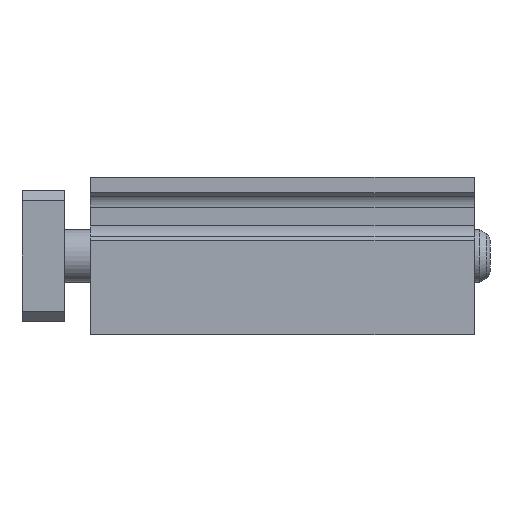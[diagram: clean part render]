
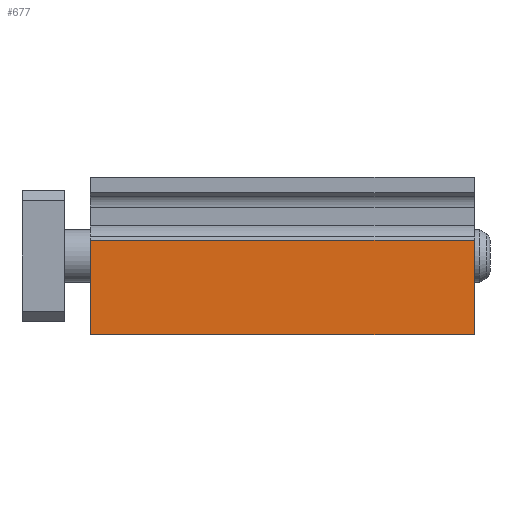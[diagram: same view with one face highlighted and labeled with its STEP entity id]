
A CAD part, front view. The second image highlights one B-rep face of the part: STEP entity #677.
In plain terms, the highlighted planar face has unit normal (0, -1, 0).
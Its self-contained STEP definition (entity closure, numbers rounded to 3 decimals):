
#87 = ORIENTED_EDGE ( 'NONE', *, *, #7680, .F. ) ;
#509 = CARTESIAN_POINT ( 'NONE',  ( 73., -34., 3. ) ) ;
#677 = ADVANCED_FACE ( 'NONE', ( #3106 ), #1328, .F. ) ;
#1328 = PLANE ( 'NONE',  #3526 ) ;
#1655 = VERTEX_POINT ( 'NONE', #9384 ) ;
#1904 = ORIENTED_EDGE ( 'NONE', *, *, #10399, .F. ) ;
#1905 = CARTESIAN_POINT ( 'NONE',  ( 73., -34., 3. ) ) ;
#2044 = CARTESIAN_POINT ( 'NONE',  ( 73., -34., -15. ) ) ;
#2167 = DIRECTION ( 'NONE',  ( 0., 1., 0. ) ) ;
#2265 = DIRECTION ( 'NONE',  ( 1., 0., 0. ) ) ;
#2336 = CARTESIAN_POINT ( 'NONE',  ( 0., -34., -15. ) ) ;
#2656 = VERTEX_POINT ( 'NONE', #2336 ) ;
#2853 = LINE ( 'NONE', #5441, #6393 ) ;
#2922 = LINE ( 'NONE', #509, #10044 ) ;
#3106 = FACE_OUTER_BOUND ( 'NONE', #7108, .T. ) ;
#3526 = AXIS2_PLACEMENT_3D ( 'NONE', #6346, #2167, #2265 ) ;
#3539 = LINE ( 'NONE', #1905, #7408 ) ;
#3741 = EDGE_CURVE ( 'NONE', #10373, #2656, #2853, .T. ) ;
#5441 = CARTESIAN_POINT ( 'NONE',  ( 0., -34., 3. ) ) ;
#5449 = VECTOR ( 'NONE', #8567, 1000. ) ;
#5496 = DIRECTION ( 'NONE',  ( 0., 0., -1. ) ) ;
#5554 = ORIENTED_EDGE ( 'NONE', *, *, #3741, .T. ) ;
#5981 = CARTESIAN_POINT ( 'NONE',  ( 73., -34., 3. ) ) ;
#6346 = CARTESIAN_POINT ( 'NONE',  ( 73., -34., 3. ) ) ;
#6393 = VECTOR ( 'NONE', #5496, 1000. ) ;
#6785 = EDGE_CURVE ( 'NONE', #10441, #10373, #2922, .T. ) ;
#7108 = EDGE_LOOP ( 'NONE', ( #5554, #87, #1904, #9196 ) ) ;
#7408 = VECTOR ( 'NONE', #8380, 1000. ) ;
#7680 = EDGE_CURVE ( 'NONE', #1655, #2656, #8469, .T. ) ;
#8380 = DIRECTION ( 'NONE',  ( 0., 0., -1. ) ) ;
#8469 = LINE ( 'NONE', #2044, #5449 ) ;
#8537 = CARTESIAN_POINT ( 'NONE',  ( 0., -34., 3. ) ) ;
#8567 = DIRECTION ( 'NONE',  ( -1., 0., 0. ) ) ;
#9196 = ORIENTED_EDGE ( 'NONE', *, *, #6785, .T. ) ;
#9370 = DIRECTION ( 'NONE',  ( -1., 0., 0. ) ) ;
#9384 = CARTESIAN_POINT ( 'NONE',  ( 73., -34., -15. ) ) ;
#10044 = VECTOR ( 'NONE', #9370, 1000. ) ;
#10373 = VERTEX_POINT ( 'NONE', #8537 ) ;
#10399 = EDGE_CURVE ( 'NONE', #10441, #1655, #3539, .T. ) ;
#10441 = VERTEX_POINT ( 'NONE', #5981 ) ;
